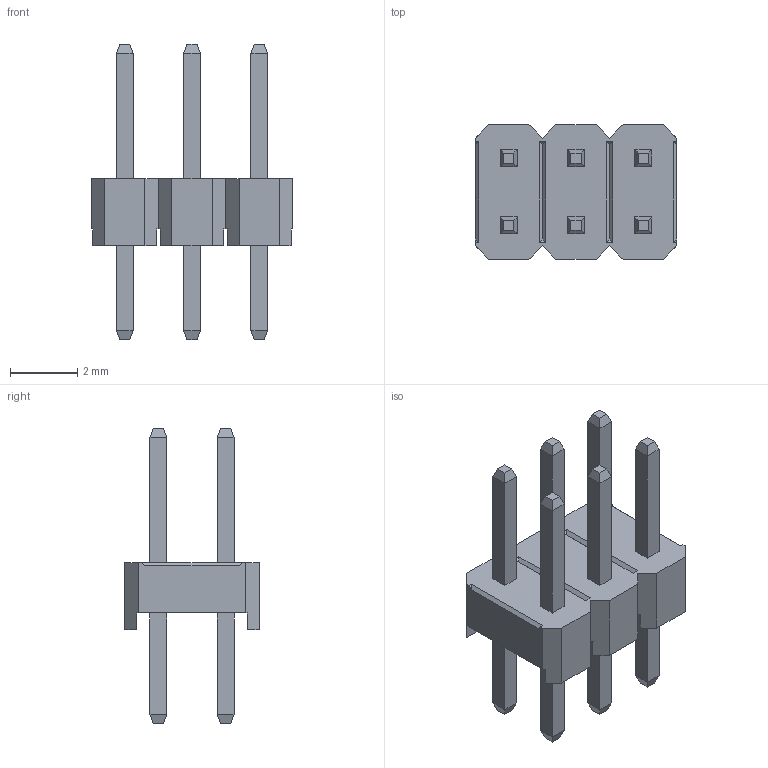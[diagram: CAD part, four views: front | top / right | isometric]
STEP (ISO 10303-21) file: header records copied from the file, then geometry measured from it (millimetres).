
FILE_DESCRIPTION(('STEP AP214'), '1');
FILE_NAME('PLD2', '', ('UNSPECIFIED'), ('UNSPECIFIED'), 'ASCON STEP Converter 1.6', 'ASCON Math Kernel', '');
FILE_SCHEMA(('AUTOMOTIVE_DESIGN { 1 0 10303 214 3 1 1}'));
Length unit declared in the file: millimetre
Bounding box: 6 x 4 x 8.8 mm (x, y, z)
Volume: 46.8 mm3; surface area: 173.8 mm2
Topology: 1 solids, 1 shells, 156 faces, 372 edges, 232 vertices
Faces by surface type: plane 156
Entity records: 5640 total; most frequent: CARTESIAN_POINT 761, ORIENTED_EDGE 744, DIRECTION 686, EDGE_CURVE 372, LINE 372, VECTOR 372, VERTEX_POINT 232, FACE_BOUND 170
